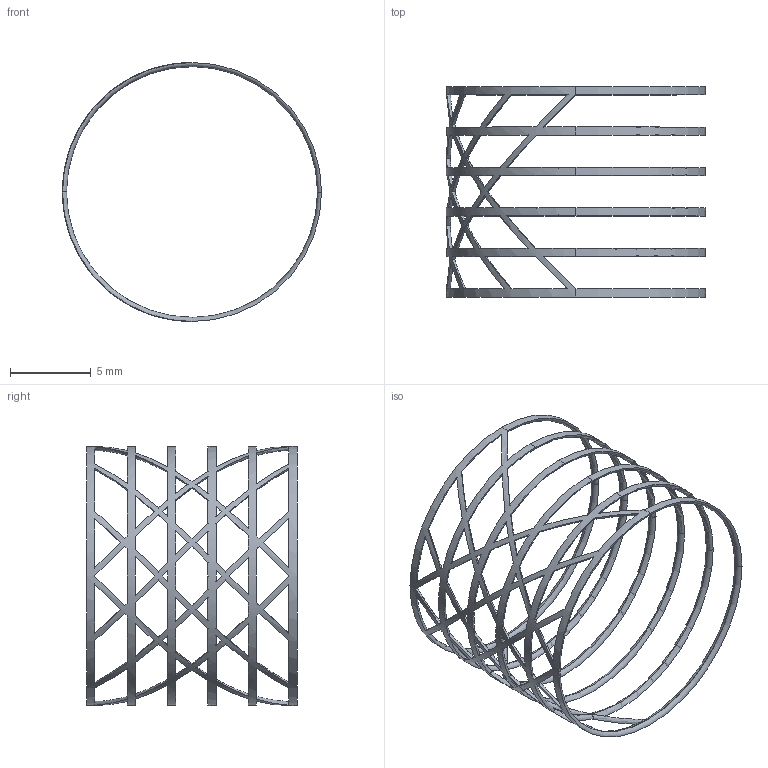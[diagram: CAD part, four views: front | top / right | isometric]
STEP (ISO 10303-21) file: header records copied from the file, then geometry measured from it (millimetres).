
FILE_DESCRIPTION (( 'STEP AP214' ), '1' );
FILE_NAME ('cubito_acordeon_hilo_ansys05.STEP', '2018-09-13T17:21:16', ( '' ), ( '' ), 'SwSTEP 2.0', 'SolidWorks 2015', '' );
FILE_SCHEMA (( 'AUTOMOTIVE_DESIGN' ));
Length unit declared in the file: millimetre
Products named in the file (1): cubito_acordeon_hilo_ansys05
Bounding box: 16 x 13 x 16 mm (x, y, z)
Volume: 37.3 mm3; surface area: 490.6 mm2
Topology: 1 solids, 1 shells, 204 faces, 612 edges, 353 vertices
Faces by surface type: torus 121, bspline 76, cylinder 7
Entity records: 15556 total; most frequent: CARTESIAN_POINT 10960, ORIENTED_EDGE 1224, DIRECTION 718, EDGE_CURVE 612, VERTEX_POINT 353, AXIS2_PLACEMENT_3D 353, EDGE_LOOP 249, CIRCLE 224
